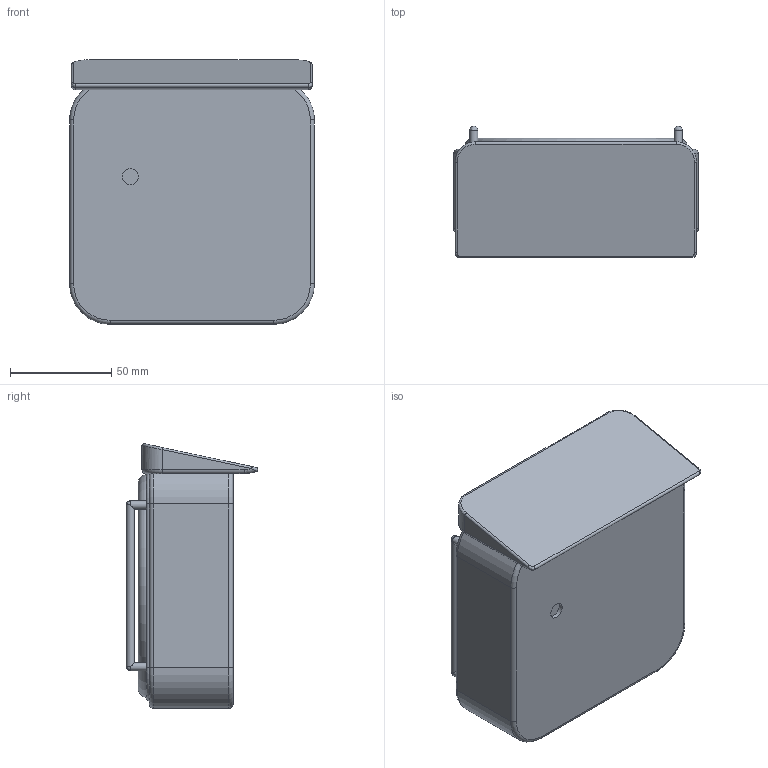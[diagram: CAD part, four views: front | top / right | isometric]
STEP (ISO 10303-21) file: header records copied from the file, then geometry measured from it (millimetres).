
FILE_DESCRIPTION(/* description */ (''),/* implementation_level */ '2;1');
FILE_NAME(/* name */ 'Needlr-OpenSource v7.step',/* time_stamp */ '2018-11-26T08:47:32+03:00',/* author */ ('mkadayifci'),/* organization */ (''),/* preprocessor_version */ 'ST-DEVELOPER v17.2',/* originating_system */ 'Autodesk Translation Framework v7.6.0.251',/* authorisation */ '');
FILE_SCHEMA (('AUTOMOTIVE_DESIGN { 1 0 10303 214 3 1 1 }'));
Length unit declared in the file: millimetre
Products named in the file (9): Needlr-OpenSource; Case; TopCover; SecretHolder; GaugeSurface; GlassSpacer; TopGlass; Handles; Stand
Assembly tree (8 placements, depth 2):
  Needlr-OpenSource
    Case
    TopCover
    SecretHolder
    GaugeSurface
    GlassSpacer
    TopGlass
    Handles
    Stand
Bounding box: 121 x 65.07 x 130.8 mm (x, y, z)
Volume: 159169.9 mm3; surface area: 158255 mm2
Topology: 9 solids, 9 shells, 356 faces, 923 edges, 607 vertices
Faces by surface type: plane 197, cylinder 124, torus 23, cone 4, sphere 4, bspline 4
Full cylindrical faces by diameter (mm): 2.1 x4, 3.1 x4, 3.4 x8, 4 x6, 4.1 x4, 4.2 x4, 6 x4, 8 x5, 10 x1, 101 x1, 102 x2, 105 x3, 105.6 x1, 106 x1, 109.6 x1
Entity records: 11553 total; most frequent: CARTESIAN_POINT 2184, DIRECTION 1993, ORIENTED_EDGE 1830, EDGE_CURVE 915, AXIS2_PLACEMENT_3D 718, VERTEX_POINT 607, LINE 557, VECTOR 557
